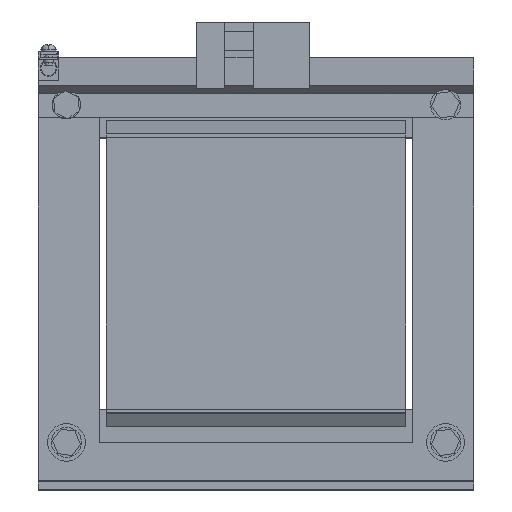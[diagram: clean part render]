
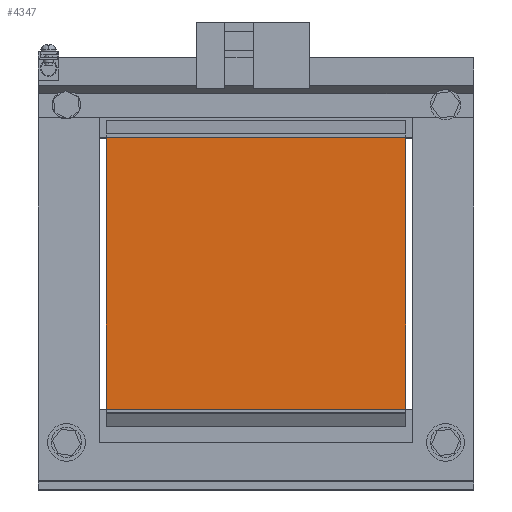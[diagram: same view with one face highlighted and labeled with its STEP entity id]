
A CAD part, top view. The second image highlights one B-rep face of the part: STEP entity #4347.
In plain terms, the highlighted planar face has unit normal (0, 0, 1).
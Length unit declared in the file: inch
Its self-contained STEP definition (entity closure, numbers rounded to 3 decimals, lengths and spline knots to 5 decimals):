
#1485 = VERTEX_POINT ( 'NONE', #2480 ) ;
#2016 = DIRECTION ( 'NONE',  ( 0., 1., 0. ) ) ;
#2038 = LINE ( 'NONE', #20617, #21996 ) ;
#2282 = EDGE_CURVE ( 'NONE', #1485, #17932, #4096, .T. ) ;
#2480 = CARTESIAN_POINT ( 'NONE',  ( 3.12992, 2.83465, 4.26181 ) ) ;
#3880 = EDGE_CURVE ( 'NONE', #1485, #15930, #2038, .T. ) ;
#4096 = LINE ( 'NONE', #22678, #8421 ) ;
#4332 = DIRECTION ( 'NONE',  ( 0., 0., -1. ) ) ;
#4347 = ADVANCED_FACE ( 'NONE', ( #13684 ), #21080, .F. ) ;
#5446 = CARTESIAN_POINT ( 'NONE',  ( 3.12992, -2.83465, 4.26181 ) ) ;
#6520 = CARTESIAN_POINT ( 'NONE',  ( -3.12992, 2.83465, 4.26181 ) ) ;
#7423 = EDGE_CURVE ( 'NONE', #17281, #15930, #16625, .T. ) ;
#8188 = VECTOR ( 'NONE', #2016, 39.37008 ) ;
#8421 = VECTOR ( 'NONE', #19037, 39.37008 ) ;
#8652 = ORIENTED_EDGE ( 'NONE', *, *, #3880, .T. ) ;
#9271 = EDGE_CURVE ( 'NONE', #17281, #17932, #11106, .T. ) ;
#11106 = LINE ( 'NONE', #20194, #11346 ) ;
#11346 = VECTOR ( 'NONE', #18503, 39.37008 ) ;
#11347 = ORIENTED_EDGE ( 'NONE', *, *, #2282, .F. ) ;
#13181 = CARTESIAN_POINT ( 'NONE',  ( -3.12992, -2.83465, 4.26181 ) ) ;
#13684 = FACE_OUTER_BOUND ( 'NONE', #16905, .T. ) ;
#13978 = ORIENTED_EDGE ( 'NONE', *, *, #9271, .T. ) ;
#15424 = AXIS2_PLACEMENT_3D ( 'NONE', #18904, #4332, #17225 ) ;
#15930 = VERTEX_POINT ( 'NONE', #6520 ) ;
#16625 = LINE ( 'NONE', #24022, #8188 ) ;
#16905 = EDGE_LOOP ( 'NONE', ( #13978, #11347, #8652, #20259 ) ) ;
#17225 = DIRECTION ( 'NONE',  ( -1., 0., 0. ) ) ;
#17281 = VERTEX_POINT ( 'NONE', #13181 ) ;
#17932 = VERTEX_POINT ( 'NONE', #5446 ) ;
#18503 = DIRECTION ( 'NONE',  ( 1., 0., 0. ) ) ;
#18904 = CARTESIAN_POINT ( 'NONE',  ( 3.12992, 2.83465, 4.26181 ) ) ;
#19037 = DIRECTION ( 'NONE',  ( 0., -1., 0. ) ) ;
#20194 = CARTESIAN_POINT ( 'NONE',  ( 3.12992, -2.83465, 4.26181 ) ) ;
#20259 = ORIENTED_EDGE ( 'NONE', *, *, #7423, .F. ) ;
#20617 = CARTESIAN_POINT ( 'NONE',  ( 3.12992, 2.83465, 4.26181 ) ) ;
#21080 = PLANE ( 'NONE',  #15424 ) ;
#21896 = DIRECTION ( 'NONE',  ( -1., 0., 0. ) ) ;
#21996 = VECTOR ( 'NONE', #21896, 39.37008 ) ;
#22678 = CARTESIAN_POINT ( 'NONE',  ( 3.12992, 0., 4.26181 ) ) ;
#24022 = CARTESIAN_POINT ( 'NONE',  ( -3.12992, 2.83465, 4.26181 ) ) ;
